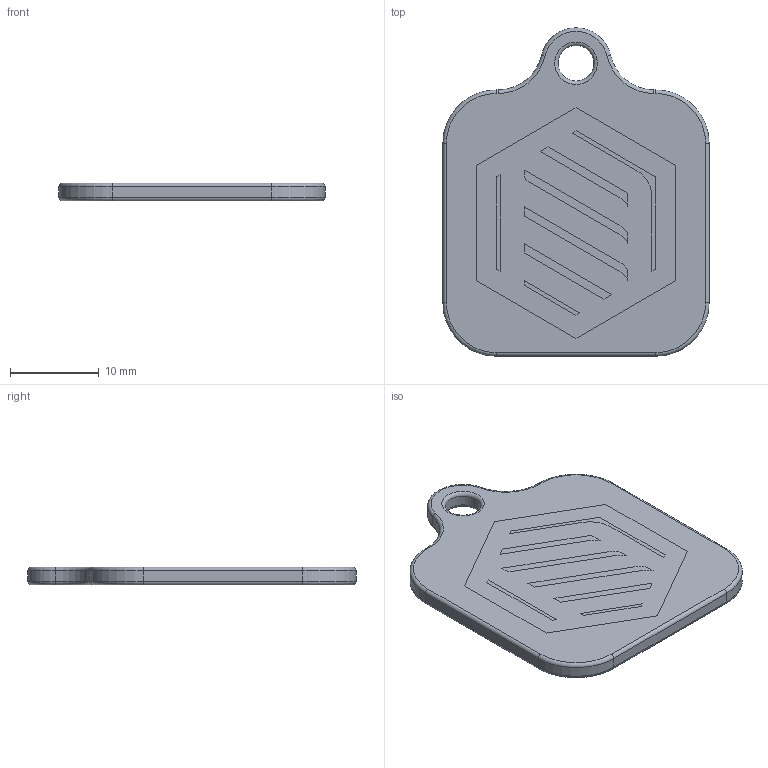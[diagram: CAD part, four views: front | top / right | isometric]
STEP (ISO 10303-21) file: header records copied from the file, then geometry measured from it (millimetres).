
FILE_DESCRIPTION(/* description */ ('','CAx-IF Rec.Pracs.---Representation and Presentation of Product Manufacturing Information (PMI)---4.0---2014-10-13'),/* implementation_level */ '2;1');
FILE_NAME(/* name */ 'Person20020-NFC-Keychain.step',/* time_stamp */ '2025-01-12T23:31:31-10:00',/* author */ (''),/* organization */ (''),/* preprocessor_version */ 'ST-DEVELOPER v20',/* originating_system */ 'Autodesk Translation Framework v13.20.0.188',/* authorisation */ '');
FILE_SCHEMA (('AP242_MANAGED_MODEL_BASED_3D_ENGINEERING_MIM_LF { 1 0 10303 442 1 1 4 }'));
Length unit declared in the file: millimetre
Products named in the file (2): NFC Keychain; Component1
Assembly tree (1 placements, depth 2):
  NFC Keychain
    Component1
Bounding box: 30 x 37 x 2 mm (x, y, z)
Volume: 1608 mm3; surface area: 5068 mm2
Topology: 3 solids, 4 shells, 240 faces, 624 edges, 408 vertices
Faces by surface type: plane 173, cylinder 51, torus 16
Full cylindrical faces by diameter (mm): 4 x1, 26 x1
Entity records: 7405 total; most frequent: CARTESIAN_POINT 1275, ORIENTED_EDGE 1248, DIRECTION 1236, EDGE_CURVE 624, LINE 498, VECTOR 498, VERTEX_POINT 408, AXIS2_PLACEMENT_3D 369
